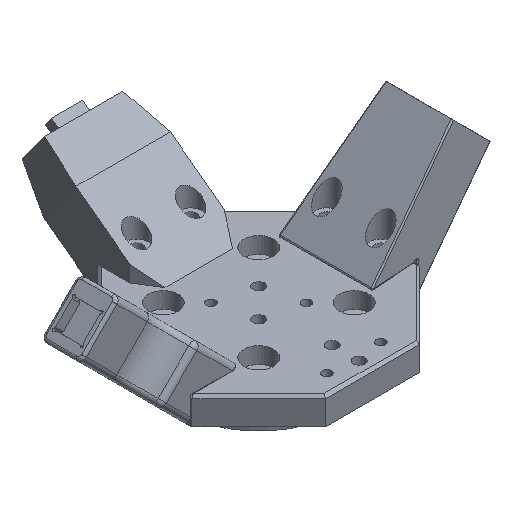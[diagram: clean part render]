
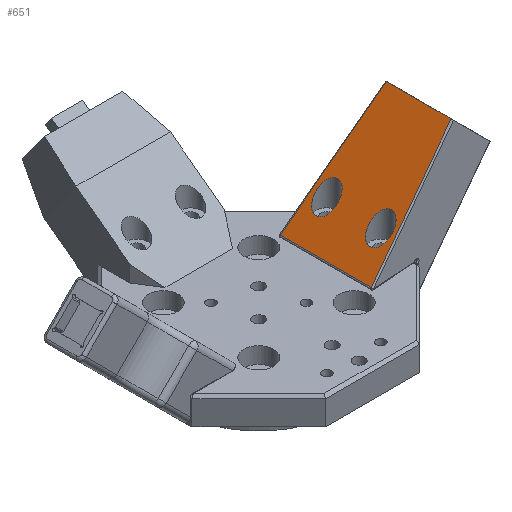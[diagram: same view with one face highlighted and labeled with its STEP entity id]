
A CAD part, isometric view. The second image highlights one B-rep face of the part: STEP entity #651.
In plain terms, the highlighted face is planar.
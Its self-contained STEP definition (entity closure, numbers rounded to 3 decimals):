
#156=ELLIPSE('',#4430,5.657,4.);
#157=ELLIPSE('',#4431,5.657,4.);
#651=ADVANCED_FACE('',(#1274,#1275,#1276),#819,.T.);
#819=PLANE('',#4432);
#1274=FACE_BOUND('',#1636,.T.);
#1275=FACE_BOUND('',#1637,.T.);
#1276=FACE_BOUND('',#1638,.T.);
#1636=EDGE_LOOP('',(#2407));
#1637=EDGE_LOOP('',(#2408));
#1638=EDGE_LOOP('',(#2409,#2410,#2411,#2412));
#2407=ORIENTED_EDGE('',*,*,#3495,.F.);
#2408=ORIENTED_EDGE('',*,*,#3496,.F.);
#2409=ORIENTED_EDGE('',*,*,#3492,.T.);
#2410=ORIENTED_EDGE('',*,*,#3497,.T.);
#2411=ORIENTED_EDGE('',*,*,#3498,.T.);
#2412=ORIENTED_EDGE('',*,*,#3499,.T.);
#3054=VERTEX_POINT('',#6812);
#3055=VERTEX_POINT('',#6814);
#3056=VERTEX_POINT('',#6819);
#3057=VERTEX_POINT('',#6821);
#3058=VERTEX_POINT('',#6823);
#3059=VERTEX_POINT('',#6825);
#3492=EDGE_CURVE('',#3055,#3054,#3814,.T.);
#3495=EDGE_CURVE('',#3056,#3056,#156,.T.);
#3496=EDGE_CURVE('',#3057,#3057,#157,.T.);
#3497=EDGE_CURVE('',#3054,#3058,#3815,.T.);
#3498=EDGE_CURVE('',#3058,#3059,#3816,.T.);
#3499=EDGE_CURVE('',#3059,#3055,#3817,.T.);
#3814=LINE('',#6813,#4025);
#3815=LINE('',#6822,#4026);
#3816=LINE('',#6824,#4027);
#3817=LINE('',#6826,#4028);
#4025=VECTOR('',#5413,1.);
#4026=VECTOR('',#5424,1.);
#4027=VECTOR('',#5425,1.);
#4028=VECTOR('',#5426,1.);
#4430=AXIS2_PLACEMENT_3D('',#6818,#5420,#5421);
#4431=AXIS2_PLACEMENT_3D('',#6820,#5422,#5423);
#4432=AXIS2_PLACEMENT_3D('',#6827,#5427,#5428);
#5413=DIRECTION('',(0.,-1.,0.));
#5420=DIRECTION('',(1.,0.,0.));
#5421=DIRECTION('',(0.,0.,-1.));
#5422=DIRECTION('',(1.,0.,0.));
#5423=DIRECTION('',(0.,0.,-1.));
#5424=DIRECTION('',(0.,-0.1,-0.995));
#5425=DIRECTION('',(0.,1.,0.));
#5426=DIRECTION('',(0.,-0.1,0.995));
#5427=DIRECTION('',(1.,0.,0.));
#5428=DIRECTION('',(0.,0.,-1.));
#6812=CARTESIAN_POINT('',(20.,5.502,50.));
#6813=CARTESIAN_POINT('',(20.,30.,50.));
#6814=CARTESIAN_POINT('',(20.,29.498,50.));
#6818=CARTESIAN_POINT('',(20.,7.5,15.958));
#6819=CARTESIAN_POINT('',(20.,7.5,10.302));
#6820=CARTESIAN_POINT('',(20.,27.5,15.958));
#6821=CARTESIAN_POINT('',(20.,27.5,10.302));
#6822=CARTESIAN_POINT('',(20.,0.618,1.157));
#6823=CARTESIAN_POINT('',(20.,0.623,1.207));
#6824=CARTESIAN_POINT('',(20.,35.,1.207));
#6825=CARTESIAN_POINT('',(20.,34.377,1.207));
#6826=CARTESIAN_POINT('',(20.,29.502,49.95));
#6827=CARTESIAN_POINT('',(20.,0.,0.));
